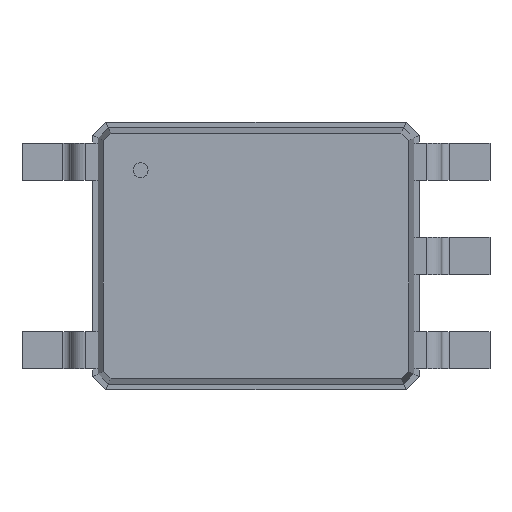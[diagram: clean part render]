
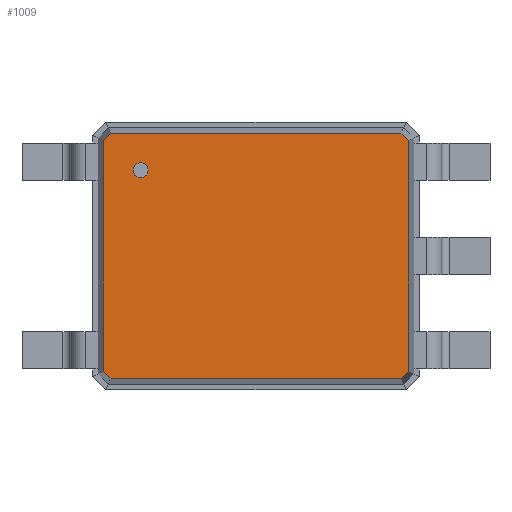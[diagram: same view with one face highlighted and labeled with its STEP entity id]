
A CAD part, top view. The second image highlights one B-rep face of the part: STEP entity #1009.
In plain terms, the highlighted planar face has unit normal (0, 0, 1).
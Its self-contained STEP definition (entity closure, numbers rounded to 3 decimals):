
#13=DIRECTION('',(0.,0.,1.));
#27=VECTOR('',#28,1.);
#28=DIRECTION('',(0.,-1.,0.));
#36=DIRECTION('',(0.,1.,0.));
#58=VECTOR('',#59,1.);
#59=DIRECTION('',(1.,0.,0.));
#83=DIRECTION('',(0.,0.,-1.));
#130=VECTOR('',#131,1.);
#131=DIRECTION('',(-1.,0.,0.));
#381=VECTOR('',#382,1.);
#382=DIRECTION('',(0.707,-0.707,0.));
#388=VECTOR('',#389,1.);
#389=DIRECTION('',(-0.707,-0.707,0.));
#400=VECTOR('',#401,1.);
#401=DIRECTION('',(-0.707,0.707,0.));
#407=VECTOR('',#36,1.);
#411=VECTOR('',#412,1.);
#412=DIRECTION('',(0.707,0.707,0.));
#573=VERTEX_POINT('',#574);
#574=CARTESIAN_POINT('',(2.054,-1.552,1.1));
#577=EDGE_CURVE('',#578,#573,#580,.T.);
#578=VERTEX_POINT('',#579);
#579=CARTESIAN_POINT('',(2.054,1.552,1.1));
#580=LINE('',#579,#27);
#1001=EDGE_CURVE('',#1002,#578,#1004,.T.);
#1002=VERTEX_POINT('',#1003);
#1003=CARTESIAN_POINT('',(1.952,1.654,1.1));
#1004=LINE('',#1003,#381);
#1009=ADVANCED_FACE('',(#1010,#1042),#1051,.F.);
#1010=FACE_BOUND('',#1011,.F.);
#1011=EDGE_LOOP('',(#1012,#1017,#1018,#1019,#1024,#1029,#1034,#1039));
#1012=ORIENTED_EDGE('',*,*,#1013,.T.);
#1013=EDGE_CURVE('',#1014,#1002,#1016,.T.);
#1014=VERTEX_POINT('',#1015);
#1015=CARTESIAN_POINT('',(-1.952,1.654,1.1));
#1016=LINE('',#1015,#58);
#1017=ORIENTED_EDGE('',*,*,#1001,.T.);
#1018=ORIENTED_EDGE('',*,*,#577,.T.);
#1019=ORIENTED_EDGE('',*,*,#1020,.T.);
#1020=EDGE_CURVE('',#573,#1021,#1023,.T.);
#1021=VERTEX_POINT('',#1022);
#1022=CARTESIAN_POINT('',(1.952,-1.654,1.1));
#1023=LINE('',#574,#388);
#1024=ORIENTED_EDGE('',*,*,#1025,.T.);
#1025=EDGE_CURVE('',#1021,#1026,#1028,.T.);
#1026=VERTEX_POINT('',#1027);
#1027=CARTESIAN_POINT('',(-1.952,-1.654,1.1));
#1028=LINE('',#1022,#130);
#1029=ORIENTED_EDGE('',*,*,#1030,.T.);
#1030=EDGE_CURVE('',#1026,#1031,#1033,.T.);
#1031=VERTEX_POINT('',#1032);
#1032=CARTESIAN_POINT('',(-2.054,-1.552,1.1));
#1033=LINE('',#1027,#400);
#1034=ORIENTED_EDGE('',*,*,#1035,.T.);
#1035=EDGE_CURVE('',#1031,#1036,#1038,.T.);
#1036=VERTEX_POINT('',#1037);
#1037=CARTESIAN_POINT('',(-2.054,1.552,1.1));
#1038=LINE('',#1032,#407);
#1039=ORIENTED_EDGE('',*,*,#1040,.T.);
#1040=EDGE_CURVE('',#1036,#1014,#1041,.T.);
#1041=LINE('',#1037,#411);
#1042=FACE_BOUND('',#1043,.F.);
#1043=EDGE_LOOP('',(#1044));
#1044=ORIENTED_EDGE('',*,*,#1045,.T.);
#1045=EDGE_CURVE('',#1046,#1046,#1048,.T.);
#1046=VERTEX_POINT('',#1047);
#1047=CARTESIAN_POINT('',(-1.554,1.054,1.1));
#1048=CIRCLE('',#1049,0.1);
#1049=AXIS2_PLACEMENT_3D('',#1050,#13,#28);
#1050=CARTESIAN_POINT('',(-1.554,1.154,1.1));
#1051=PLANE('',#1052);
#1052=AXIS2_PLACEMENT_3D('',#1015,#83,#1053);
#1053=DIRECTION('',(0.781,-0.625,0.));
